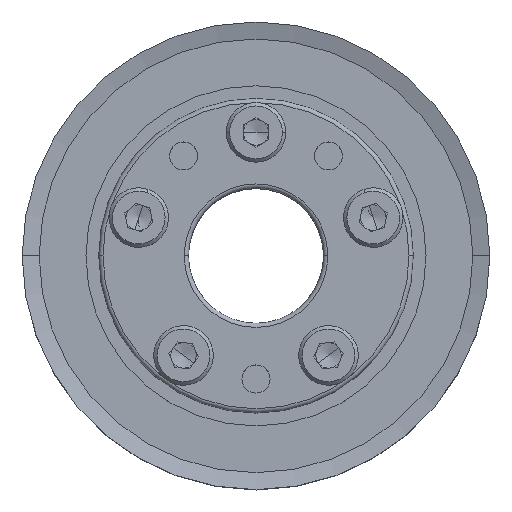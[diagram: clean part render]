
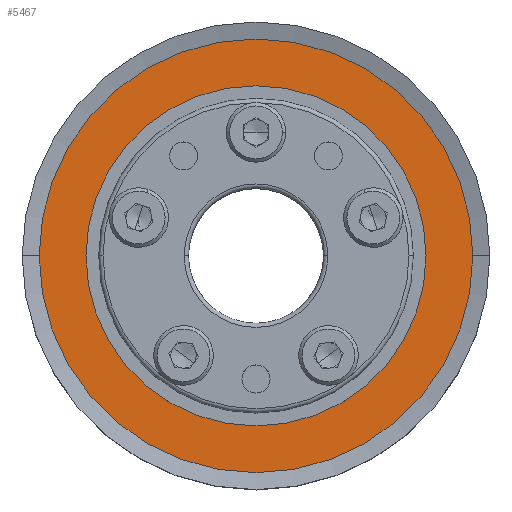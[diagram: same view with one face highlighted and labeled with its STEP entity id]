
A CAD part, top view. The second image highlights one B-rep face of the part: STEP entity #5467.
In plain terms, the highlighted planar face has unit normal (0, 0, 1).
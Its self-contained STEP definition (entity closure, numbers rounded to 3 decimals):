
#247 = DIRECTION ( 'NONE',  ( 0., 0., 1. ) ) ;
#538 = DIRECTION ( 'NONE',  ( 1., 0., 0. ) ) ;
#791 = ORIENTED_EDGE ( 'NONE', *, *, #7823, .F. ) ;
#1051 = CARTESIAN_POINT ( 'NONE',  ( 20., 0., 21.1 ) ) ;
#1315 = CARTESIAN_POINT ( 'NONE',  ( 25.5, 0., 21.1 ) ) ;
#1382 = VERTEX_POINT ( 'NONE', #1315 ) ;
#1597 = VERTEX_POINT ( 'NONE', #1051 ) ;
#2047 = AXIS2_PLACEMENT_3D ( 'NONE', #10790, #11897, #2543 ) ;
#2531 = CARTESIAN_POINT ( 'NONE',  ( -25.5, 0., 21.1 ) ) ;
#2543 = DIRECTION ( 'NONE',  ( 1., 0., 0. ) ) ;
#2636 = CIRCLE ( 'NONE', #2047, 25.5 ) ;
#3417 = AXIS2_PLACEMENT_3D ( 'NONE', #8871, #247, #4871 ) ;
#3822 = ORIENTED_EDGE ( 'NONE', *, *, #4131, .T. ) ;
#3856 = VERTEX_POINT ( 'NONE', #2531 ) ;
#4131 = EDGE_CURVE ( 'NONE', #3856, #1382, #9715, .T. ) ;
#4263 = DIRECTION ( 'NONE',  ( 1., 0., 0. ) ) ;
#4871 = DIRECTION ( 'NONE',  ( 1., 0., 0. ) ) ;
#4882 = EDGE_LOOP ( 'NONE', ( #9310, #3822 ) ) ;
#5173 = DIRECTION ( 'NONE',  ( 0., 0., 1. ) ) ;
#5402 = EDGE_LOOP ( 'NONE', ( #791, #10979 ) ) ;
#5415 = CARTESIAN_POINT ( 'NONE',  ( 0., 0., 21.1 ) ) ;
#5467 = ADVANCED_FACE ( 'NONE', ( #7330, #8247 ), #11987, .T. ) ;
#5494 = CIRCLE ( 'NONE', #8840, 20. ) ;
#6106 = AXIS2_PLACEMENT_3D ( 'NONE', #8945, #5173, #4263 ) ;
#6295 = AXIS2_PLACEMENT_3D ( 'NONE', #5415, #9127, #8374 ) ;
#7036 = EDGE_CURVE ( 'NONE', #10942, #1597, #5494, .T. ) ;
#7087 = CIRCLE ( 'NONE', #6295, 20. ) ;
#7330 = FACE_OUTER_BOUND ( 'NONE', #4882, .T. ) ;
#7823 = EDGE_CURVE ( 'NONE', #1597, #10942, #7087, .T. ) ;
#8180 = DIRECTION ( 'NONE',  ( 0., 0., 1. ) ) ;
#8247 = FACE_BOUND ( 'NONE', #5402, .T. ) ;
#8374 = DIRECTION ( 'NONE',  ( 1., 0., 0. ) ) ;
#8840 = AXIS2_PLACEMENT_3D ( 'NONE', #11974, #8180, #538 ) ;
#8871 = CARTESIAN_POINT ( 'NONE',  ( 0., 0., 21.1 ) ) ;
#8945 = CARTESIAN_POINT ( 'NONE',  ( 0., 0., 21.1 ) ) ;
#9127 = DIRECTION ( 'NONE',  ( 0., 0., 1. ) ) ;
#9310 = ORIENTED_EDGE ( 'NONE', *, *, #10612, .T. ) ;
#9715 = CIRCLE ( 'NONE', #3417, 25.5 ) ;
#10581 = CARTESIAN_POINT ( 'NONE',  ( -20., 0., 21.1 ) ) ;
#10612 = EDGE_CURVE ( 'NONE', #1382, #3856, #2636, .T. ) ;
#10790 = CARTESIAN_POINT ( 'NONE',  ( 0., 0., 21.1 ) ) ;
#10942 = VERTEX_POINT ( 'NONE', #10581 ) ;
#10979 = ORIENTED_EDGE ( 'NONE', *, *, #7036, .F. ) ;
#11897 = DIRECTION ( 'NONE',  ( 0., 0., 1. ) ) ;
#11974 = CARTESIAN_POINT ( 'NONE',  ( 0., 0., 21.1 ) ) ;
#11987 = PLANE ( 'NONE',  #6106 ) ;
